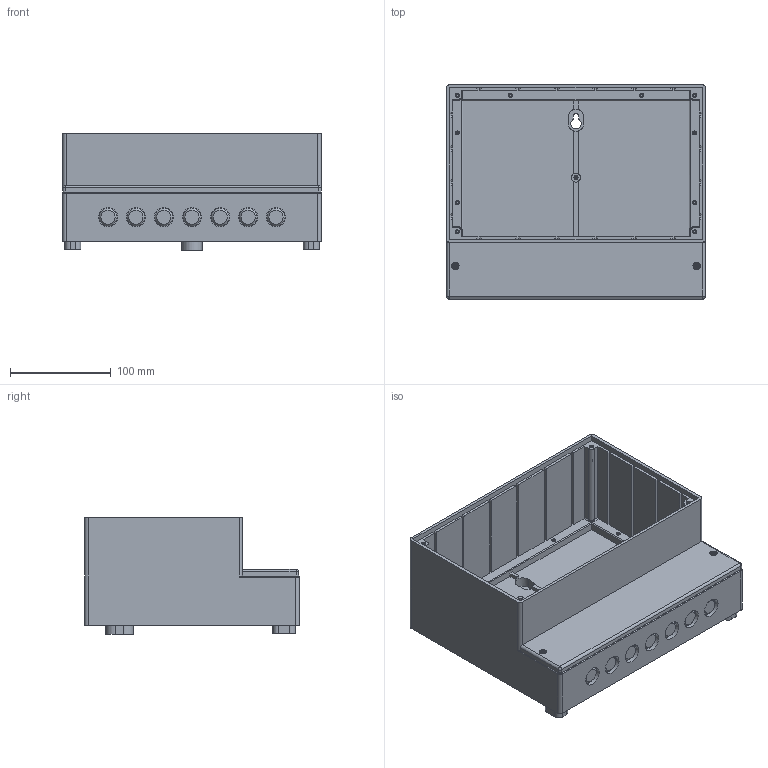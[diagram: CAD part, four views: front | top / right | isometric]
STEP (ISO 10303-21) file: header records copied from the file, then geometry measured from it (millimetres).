
FILE_DESCRIPTION(/* description */ (''),/* implementation_level */ '2;1');
FILE_NAME(/* name */ '0701101100 - MBRCA 25.stp',/* time_stamp */ '2017-02-10T13:19:43+01:00',/* author */ ('robin.rentz'),/* organization */ (''),/* preprocessor_version */ 'ST-DEVELOPER v16.5',/* originating_system */ 'Autodesk Inventor 2017',/* authorisation */ '');
FILE_SCHEMA (('AUTOMOTIVE_DESIGN { 1 0 10303 214 3 1 1 }'));
Length unit declared in the file: millimetre
Products named in the file (6): 0701101100 - MBRCA 25; 0701101101-UT_MBRCA 25; 0701101205 - Klemmraumabdeckung MBRCA 20-25K; Einpressmutter M4x9,5 mm Dodge; 1990000243 Schrauben A2 BM4x10_6; 1900000000
Assembly tree (18 placements, depth 2):
  0701101100 - MBRCA 25
    0701101101-UT_MBRCA 25
    0701101205 - Klemmraumabdeckung MBRCA 20-25K
    1900000000  x12
    Einpressmutter M4x9,5 mm Dodge  x2
    1990000243 Schrauben A2 BM4x10_6  x2
Bounding box: 257.5 x 213.5 x 116 mm (x, y, z)
Volume: 863636.6 mm3; surface area: 406395.5 mm2
Topology: 18 solids, 18 shells, 1060 faces, 2913 edges, 1883 vertices
Faces by surface type: plane 638, cylinder 295, cone 57, torus 48, bspline 18, sphere 4
Full cylindrical faces by diameter (mm): 2 x6, 2.459 x12, 3.242 x2, 3.3 x2, 4 x25, 4.5 x2, 5.5 x2, 5.6 x2, 6.3 x4, 6.8 x2, 7.4 x2, 9 x1, 19 x13
Entity records: 19919 total; most frequent: CARTESIAN_POINT 4100, DIRECTION 3294, ORIENTED_EDGE 3124, EDGE_CURVE 1562, AXIS2_PLACEMENT_3D 1141, VERTEX_POINT 1064, LINE 1012, VECTOR 1012
